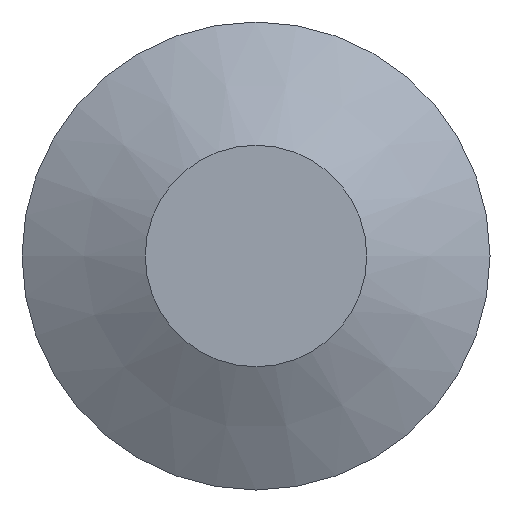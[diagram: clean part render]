
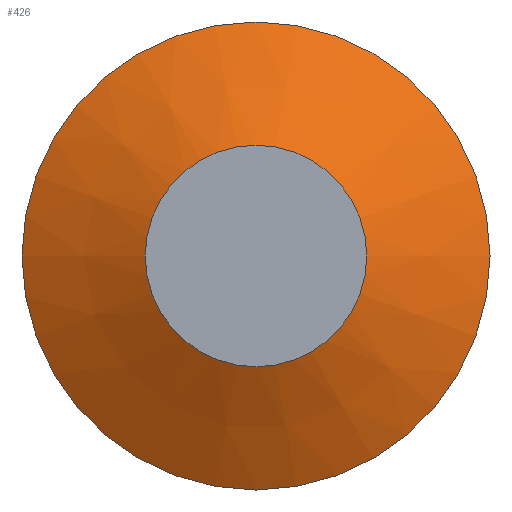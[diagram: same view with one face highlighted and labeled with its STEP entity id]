
A CAD part, front view. The second image highlights one B-rep face of the part: STEP entity #426.
In plain terms, the highlighted conical face has half-angle 61.679 degrees and reference radius 15.85 mm.
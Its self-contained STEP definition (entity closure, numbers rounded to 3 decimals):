
#15=CONICAL_SURFACE('',#474,15.85,1.076);
#20=CIRCLE('',#475,7.5);
#21=CIRCLE('',#476,15.85);
#52=FACE_OUTER_BOUND('',#80,.T.);
#80=EDGE_LOOP('',(#334,#335,#336,#337));
#124=LINE('',#680,#170);
#170=VECTOR('',#555,15.85);
#214=VERTEX_POINT('',#677);
#215=VERTEX_POINT('',#679);
#259=EDGE_CURVE('',#214,#214,#20,.T.);
#260=EDGE_CURVE('',#214,#215,#124,.T.);
#261=EDGE_CURVE('',#215,#215,#21,.T.);
#334=ORIENTED_EDGE('',*,*,#259,.F.);
#335=ORIENTED_EDGE('',*,*,#260,.T.);
#336=ORIENTED_EDGE('',*,*,#261,.T.);
#337=ORIENTED_EDGE('',*,*,#260,.F.);
#426=ADVANCED_FACE('',(#52),#15,.T.);
#474=AXIS2_PLACEMENT_3D('',#676,#551,#552);
#475=AXIS2_PLACEMENT_3D('',#678,#553,#554);
#476=AXIS2_PLACEMENT_3D('',#681,#556,#557);
#551=DIRECTION('center_axis',(0.,1.,0.));
#552=DIRECTION('ref_axis',(1.,0.,0.));
#553=DIRECTION('center_axis',(0.,-1.,0.));
#554=DIRECTION('ref_axis',(1.,0.,0.));
#555=DIRECTION('',(-0.88,0.474,0.));
#556=DIRECTION('center_axis',(0.,-1.,0.));
#557=DIRECTION('ref_axis',(1.,0.,0.));
#676=CARTESIAN_POINT('Origin',(0.,-95.,0.));
#677=CARTESIAN_POINT('',(-7.5,-99.5,0.));
#678=CARTESIAN_POINT('Origin',(0.,-99.5,0.));
#679=CARTESIAN_POINT('',(-15.85,-95.,0.));
#680=CARTESIAN_POINT('',(-15.85,-95.,0.));
#681=CARTESIAN_POINT('Origin',(0.,-95.,0.));
